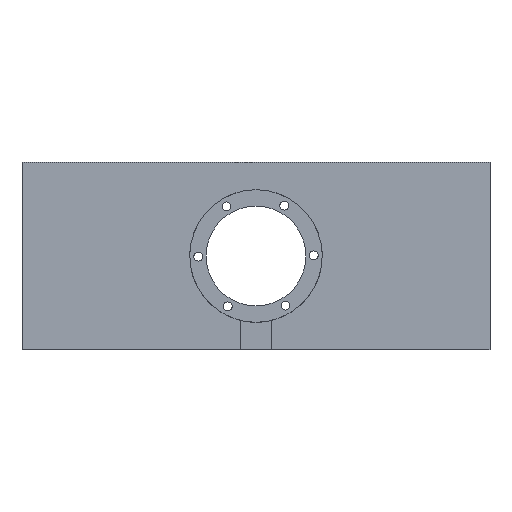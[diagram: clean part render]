
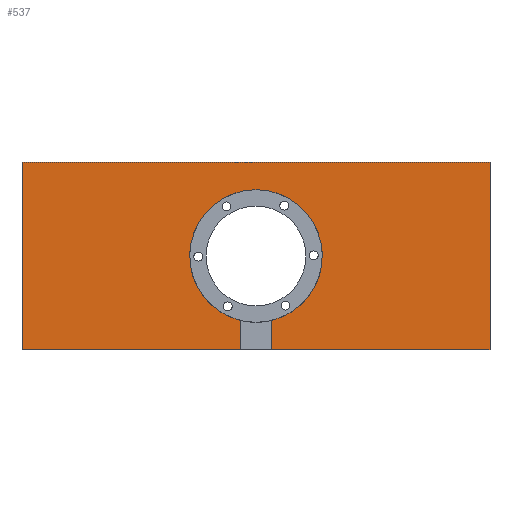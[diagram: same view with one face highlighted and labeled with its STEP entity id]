
A CAD part, front view. The second image highlights one B-rep face of the part: STEP entity #537.
In plain terms, the highlighted planar face has unit normal (0, -1, 0).
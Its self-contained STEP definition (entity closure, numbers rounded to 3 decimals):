
#14 = ORIENTED_EDGE ( 'NONE', *, *, #841, .T. ) ;
#56 = CARTESIAN_POINT ( 'NONE',  ( -150., -20., -60. ) ) ;
#57 = CARTESIAN_POINT ( 'NONE',  ( 0., -20., 0. ) ) ;
#63 = DIRECTION ( 'NONE',  ( 0., 0., -1. ) ) ;
#68 = AXIS2_PLACEMENT_3D ( 'NONE', #78, #399, #570 ) ;
#78 = CARTESIAN_POINT ( 'NONE',  ( 0., -20., 0. ) ) ;
#93 = EDGE_CURVE ( 'NONE', #429, #1025, #243, .T. ) ;
#98 = CARTESIAN_POINT ( 'NONE',  ( -10., -20., 60.001 ) ) ;
#112 = CARTESIAN_POINT ( 'NONE',  ( -150., -20., -60. ) ) ;
#121 = CARTESIAN_POINT ( 'NONE',  ( -10., -20., -41.307 ) ) ;
#123 = LINE ( 'NONE', #789, #451 ) ;
#128 = VECTOR ( 'NONE', #178, 1000. ) ;
#148 = CIRCLE ( 'NONE', #510, 42.5 ) ;
#156 = CARTESIAN_POINT ( 'NONE',  ( -10., -20., -60. ) ) ;
#164 = CARTESIAN_POINT ( 'NONE',  ( 0., -20., 42.5 ) ) ;
#177 = ORIENTED_EDGE ( 'NONE', *, *, #180, .F. ) ;
#178 = DIRECTION ( 'NONE',  ( 0., 0., -1. ) ) ;
#180 = EDGE_CURVE ( 'NONE', #513, #781, #148, .T. ) ;
#182 = ORIENTED_EDGE ( 'NONE', *, *, #1056, .T. ) ;
#185 = VERTEX_POINT ( 'NONE', #814 ) ;
#189 = EDGE_CURVE ( 'NONE', #940, #513, #291, .T. ) ;
#197 = VERTEX_POINT ( 'NONE', #156 ) ;
#238 = LINE ( 'NONE', #665, #651 ) ;
#243 = LINE ( 'NONE', #982, #624 ) ;
#248 = ORIENTED_EDGE ( 'NONE', *, *, #93, .T. ) ;
#254 = DIRECTION ( 'NONE',  ( 0., 0., 1. ) ) ;
#268 = ORIENTED_EDGE ( 'NONE', *, *, #459, .F. ) ;
#279 = ORIENTED_EDGE ( 'NONE', *, *, #567, .T. ) ;
#291 = CIRCLE ( 'NONE', #792, 42.5 ) ;
#368 = ORIENTED_EDGE ( 'NONE', *, *, #827, .T. ) ;
#381 = VERTEX_POINT ( 'NONE', #1020 ) ;
#389 = CARTESIAN_POINT ( 'NONE',  ( -150., -20., -60. ) ) ;
#391 = DIRECTION ( 'NONE',  ( 0., -1., 0. ) ) ;
#392 = VECTOR ( 'NONE', #426, 1000. ) ;
#399 = DIRECTION ( 'NONE',  ( 0., -1., 0. ) ) ;
#426 = DIRECTION ( 'NONE',  ( -1., 0., 0. ) ) ;
#429 = VERTEX_POINT ( 'NONE', #857 ) ;
#451 = VECTOR ( 'NONE', #457, 1000. ) ;
#457 = DIRECTION ( 'NONE',  ( 0., 0., -1. ) ) ;
#459 = EDGE_CURVE ( 'NONE', #781, #197, #770, .T. ) ;
#474 = LINE ( 'NONE', #56, #961 ) ;
#510 = AXIS2_PLACEMENT_3D ( 'NONE', #57, #391, #560 ) ;
#511 = EDGE_LOOP ( 'NONE', ( #1018, #182, #368, #279, #769, #248, #14, #268, #177 ) ) ;
#513 = VERTEX_POINT ( 'NONE', #164 ) ;
#537 = ADVANCED_FACE ( 'NONE', ( #970 ), #902, .T. ) ;
#559 = LINE ( 'NONE', #389, #1012 ) ;
#560 = DIRECTION ( 'NONE',  ( 0., 0., -1. ) ) ;
#567 = EDGE_CURVE ( 'NONE', #821, #381, #238, .T. ) ;
#570 = DIRECTION ( 'NONE',  ( 0., 0., -1. ) ) ;
#572 = DIRECTION ( 'NONE',  ( 0., -1., 0. ) ) ;
#607 = EDGE_CURVE ( 'NONE', #381, #429, #621, .T. ) ;
#621 = LINE ( 'NONE', #921, #392 ) ;
#624 = VECTOR ( 'NONE', #63, 1000. ) ;
#651 = VECTOR ( 'NONE', #254, 1000. ) ;
#665 = CARTESIAN_POINT ( 'NONE',  ( 150., -20., 60. ) ) ;
#769 = ORIENTED_EDGE ( 'NONE', *, *, #607, .T. ) ;
#770 = LINE ( 'NONE', #98, #128 ) ;
#776 = CARTESIAN_POINT ( 'NONE',  ( 10., -20., -41.307 ) ) ;
#781 = VERTEX_POINT ( 'NONE', #121 ) ;
#789 = CARTESIAN_POINT ( 'NONE',  ( 10., -20., 60.001 ) ) ;
#792 = AXIS2_PLACEMENT_3D ( 'NONE', #976, #572, #899 ) ;
#802 = DIRECTION ( 'NONE',  ( 1., 0., 0. ) ) ;
#814 = CARTESIAN_POINT ( 'NONE',  ( 10., -20., -60. ) ) ;
#821 = VERTEX_POINT ( 'NONE', #884 ) ;
#827 = EDGE_CURVE ( 'NONE', #185, #821, #474, .T. ) ;
#841 = EDGE_CURVE ( 'NONE', #1025, #197, #559, .T. ) ;
#857 = CARTESIAN_POINT ( 'NONE',  ( -150., -20., 60. ) ) ;
#884 = CARTESIAN_POINT ( 'NONE',  ( 150., -20., -60. ) ) ;
#890 = DIRECTION ( 'NONE',  ( 1., 0., 0. ) ) ;
#899 = DIRECTION ( 'NONE',  ( 0., 0., -1. ) ) ;
#902 = PLANE ( 'NONE',  #68 ) ;
#921 = CARTESIAN_POINT ( 'NONE',  ( -150., -20., 60. ) ) ;
#940 = VERTEX_POINT ( 'NONE', #776 ) ;
#961 = VECTOR ( 'NONE', #802, 1000. ) ;
#970 = FACE_OUTER_BOUND ( 'NONE', #511, .T. ) ;
#976 = CARTESIAN_POINT ( 'NONE',  ( 0., -20., 0. ) ) ;
#982 = CARTESIAN_POINT ( 'NONE',  ( -150., -20., 60. ) ) ;
#1012 = VECTOR ( 'NONE', #890, 1000. ) ;
#1018 = ORIENTED_EDGE ( 'NONE', *, *, #189, .F. ) ;
#1020 = CARTESIAN_POINT ( 'NONE',  ( 150., -20., 60. ) ) ;
#1025 = VERTEX_POINT ( 'NONE', #112 ) ;
#1056 = EDGE_CURVE ( 'NONE', #940, #185, #123, .T. ) ;
